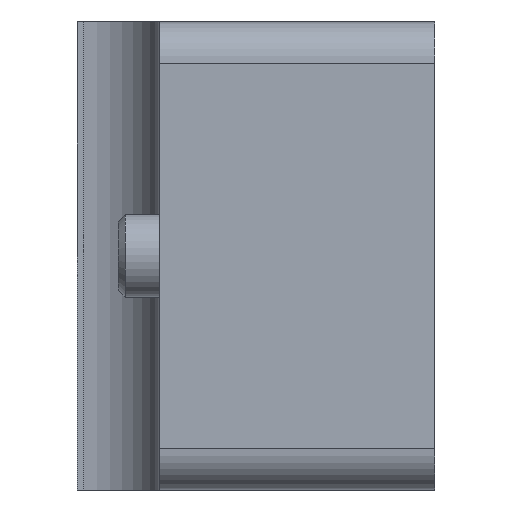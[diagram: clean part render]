
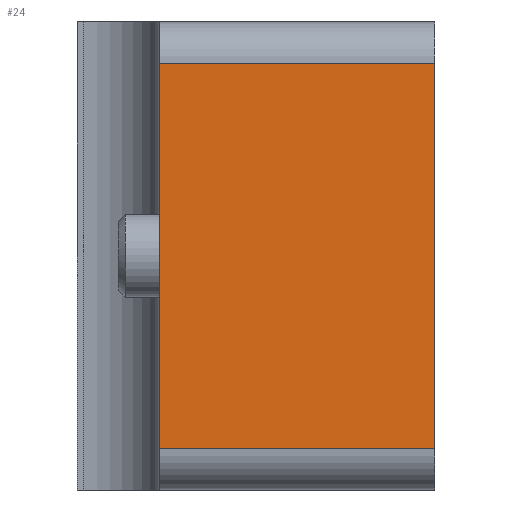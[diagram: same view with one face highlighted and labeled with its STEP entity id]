
A CAD part, left-side view. The second image highlights one B-rep face of the part: STEP entity #24.
In plain terms, the highlighted planar face has unit normal (-1, 0, 0).
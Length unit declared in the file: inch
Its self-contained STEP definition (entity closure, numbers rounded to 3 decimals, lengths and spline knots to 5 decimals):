
#24 = ADVANCED_FACE ( 'NONE', ( #1039 ), #218, .T. ) ;
#94 = LINE ( 'NONE', #792, #788 ) ;
#106 = EDGE_CURVE ( 'NONE', #1030, #269, #381, .T. ) ;
#195 = VERTEX_POINT ( 'NONE', #607 ) ;
#211 = DIRECTION ( 'NONE',  ( -1., 0., 0. ) ) ;
#216 = ORIENTED_EDGE ( 'NONE', *, *, #501, .F. ) ;
#218 = PLANE ( 'NONE',  #1326 ) ;
#269 = VERTEX_POINT ( 'NONE', #997 ) ;
#340 = DIRECTION ( 'NONE',  ( 0., 0., -1. ) ) ;
#381 = LINE ( 'NONE', #1065, #1261 ) ;
#398 = LINE ( 'NONE', #1307, #771 ) ;
#436 = VECTOR ( 'NONE', #1021, 39.37008 ) ;
#495 = ORIENTED_EDGE ( 'NONE', *, *, #106, .T. ) ;
#501 = EDGE_CURVE ( 'NONE', #1030, #195, #1059, .T. ) ;
#514 = EDGE_CURVE ( 'NONE', #195, #1354, #94, .T. ) ;
#515 = CARTESIAN_POINT ( 'NONE',  ( -1.28994, 0.50329, 0.80898 ) ) ;
#607 = CARTESIAN_POINT ( 'NONE',  ( -1.28994, 0.50329, -0.29338 ) ) ;
#611 = CARTESIAN_POINT ( 'NONE',  ( -1.28994, 1.29069, -0.29338 ) ) ;
#673 = DIRECTION ( 'NONE',  ( 0., 1., 0. ) ) ;
#771 = VECTOR ( 'NONE', #340, 39.37008 ) ;
#781 = EDGE_CURVE ( 'NONE', #269, #1354, #398, .T. ) ;
#788 = VECTOR ( 'NONE', #673, 39.37008 ) ;
#792 = CARTESIAN_POINT ( 'NONE',  ( -1.28994, 0.68822, -0.29338 ) ) ;
#829 = ORIENTED_EDGE ( 'NONE', *, *, #514, .F. ) ;
#951 = DIRECTION ( 'NONE',  ( 0., 1., 0. ) ) ;
#997 = CARTESIAN_POINT ( 'NONE',  ( -1.28994, 1.29069, 0.80898 ) ) ;
#1021 = DIRECTION ( 'NONE',  ( 0., 0., -1. ) ) ;
#1030 = VERTEX_POINT ( 'NONE', #515 ) ;
#1039 = FACE_OUTER_BOUND ( 'NONE', #1128, .T. ) ;
#1058 = DIRECTION ( 'NONE',  ( 0., 0., 1. ) ) ;
#1059 = LINE ( 'NONE', #1151, #436 ) ;
#1065 = CARTESIAN_POINT ( 'NONE',  ( -1.28994, 0.50329, 0.80898 ) ) ;
#1126 = ORIENTED_EDGE ( 'NONE', *, *, #781, .T. ) ;
#1128 = EDGE_LOOP ( 'NONE', ( #495, #1126, #829, #216 ) ) ;
#1151 = CARTESIAN_POINT ( 'NONE',  ( -1.28994, 0.50329, 0.2578 ) ) ;
#1261 = VECTOR ( 'NONE', #951, 39.37008 ) ;
#1307 = CARTESIAN_POINT ( 'NONE',  ( -1.28994, 1.29069, 0.2578 ) ) ;
#1322 = CARTESIAN_POINT ( 'NONE',  ( -1.28994, 0.50329, 0.2578 ) ) ;
#1326 = AXIS2_PLACEMENT_3D ( 'NONE', #1322, #211, #1058 ) ;
#1354 = VERTEX_POINT ( 'NONE', #611 ) ;
